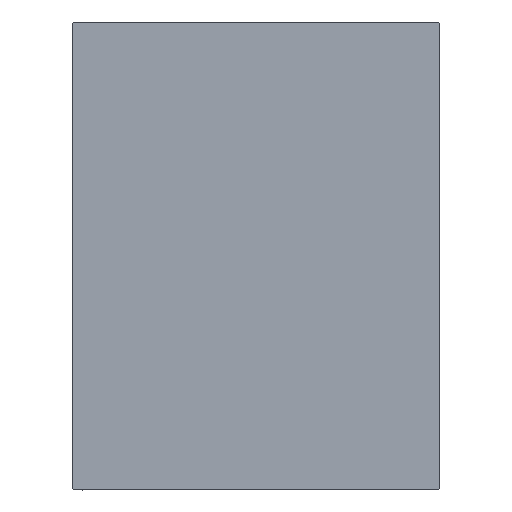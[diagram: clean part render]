
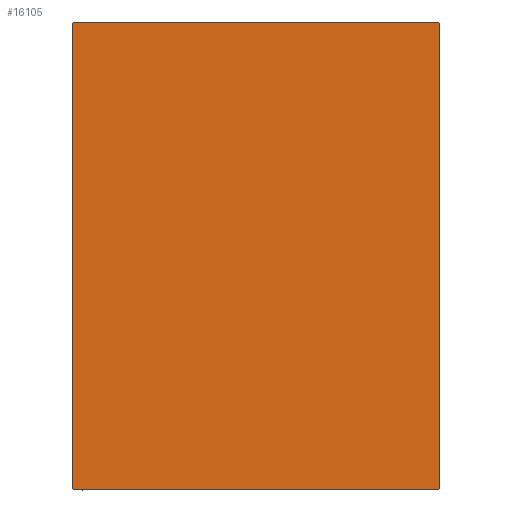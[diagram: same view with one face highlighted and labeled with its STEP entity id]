
A CAD part, left-side view. The second image highlights one B-rep face of the part: STEP entity #16105.
In plain terms, the highlighted face is planar.
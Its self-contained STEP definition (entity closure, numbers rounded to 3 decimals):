
#419 = EDGE_CURVE ( 'NONE', #3276, #35369, #24949, .T. ) ;
#548 = EDGE_CURVE ( 'NONE', #14517, #16469, #36705, .T. ) ;
#901 = CARTESIAN_POINT ( 'NONE',  ( 213., -55., 70. ) ) ;
#1153 = CARTESIAN_POINT ( 'NONE',  ( 213., 54.7, 70. ) ) ;
#1377 = PLANE ( 'NONE',  #39986 ) ;
#1402 = VECTOR ( 'NONE', #26324, 1000. ) ;
#3139 = ORIENTED_EDGE ( 'NONE', *, *, #22120, .T. ) ;
#3276 = VERTEX_POINT ( 'NONE', #39142 ) ;
#4229 = LINE ( 'NONE', #18411, #19711 ) ;
#4329 = VERTEX_POINT ( 'NONE', #1153 ) ;
#5069 = CARTESIAN_POINT ( 'NONE',  ( 213., -55., -70. ) ) ;
#6980 = CARTESIAN_POINT ( 'NONE',  ( 213., 55., -70. ) ) ;
#8983 = EDGE_CURVE ( 'NONE', #12233, #20585, #33256, .T. ) ;
#11120 = ORIENTED_EDGE ( 'NONE', *, *, #419, .T. ) ;
#12233 = VERTEX_POINT ( 'NONE', #31508 ) ;
#13117 = LINE ( 'NONE', #31757, #37927 ) ;
#14517 = VERTEX_POINT ( 'NONE', #21404 ) ;
#15324 = DIRECTION ( 'NONE',  ( 0., 0., -1. ) ) ;
#15797 = CARTESIAN_POINT ( 'NONE',  ( 213., 0., 0. ) ) ;
#15918 = CARTESIAN_POINT ( 'NONE',  ( 213., -62.35, 62.35 ) ) ;
#16105 = ADVANCED_FACE ( 'NONE', ( #33722 ), #1377, .T. ) ;
#16469 = VERTEX_POINT ( 'NONE', #22065 ) ;
#17771 = CARTESIAN_POINT ( 'NONE',  ( 213., -62.35, -62.35 ) ) ;
#18411 = CARTESIAN_POINT ( 'NONE',  ( 213., 62.35, 62.35 ) ) ;
#18542 = DIRECTION ( 'NONE',  ( 0., 1., 0. ) ) ;
#18752 = CARTESIAN_POINT ( 'NONE',  ( 213., 55., 69.7 ) ) ;
#19711 = VECTOR ( 'NONE', #36096, 1000. ) ;
#19813 = EDGE_CURVE ( 'NONE', #16469, #3276, #25251, .T. ) ;
#20585 = VERTEX_POINT ( 'NONE', #31232 ) ;
#21132 = ORIENTED_EDGE ( 'NONE', *, *, #548, .T. ) ;
#21404 = CARTESIAN_POINT ( 'NONE',  ( 213., -54.7, -70. ) ) ;
#21463 = CARTESIAN_POINT ( 'NONE',  ( 213., 62.35, -62.35 ) ) ;
#21784 = VERTEX_POINT ( 'NONE', #27940 ) ;
#22065 = CARTESIAN_POINT ( 'NONE',  ( 213., 54.7, -70. ) ) ;
#22120 = EDGE_CURVE ( 'NONE', #35369, #4329, #4229, .T. ) ;
#23471 = LINE ( 'NONE', #15918, #1402 ) ;
#24041 = DIRECTION ( 'NONE',  ( 1., 0., 0. ) ) ;
#24949 = LINE ( 'NONE', #6980, #45528 ) ;
#25122 = LINE ( 'NONE', #17771, #26373 ) ;
#25251 = LINE ( 'NONE', #21463, #25801 ) ;
#25801 = VECTOR ( 'NONE', #32554, 1000. ) ;
#26324 = DIRECTION ( 'NONE',  ( 0., -0.707, -0.707 ) ) ;
#26373 = VECTOR ( 'NONE', #40194, 1000. ) ;
#26453 = EDGE_CURVE ( 'NONE', #4329, #21784, #13117, .T. ) ;
#26976 = VECTOR ( 'NONE', #15324, 1000. ) ;
#27940 = CARTESIAN_POINT ( 'NONE',  ( 213., -54.7, 70. ) ) ;
#28179 = VECTOR ( 'NONE', #18542, 1000. ) ;
#28955 = DIRECTION ( 'NONE',  ( 0., 0., 1. ) ) ;
#29146 = EDGE_LOOP ( 'NONE', ( #21132, #42974, #11120, #3139, #40743, #44529, #36201, #40236 ) ) ;
#31232 = CARTESIAN_POINT ( 'NONE',  ( 213., -55., -69.7 ) ) ;
#31508 = CARTESIAN_POINT ( 'NONE',  ( 213., -55., 69.7 ) ) ;
#31757 = CARTESIAN_POINT ( 'NONE',  ( 213., 55., 70. ) ) ;
#32554 = DIRECTION ( 'NONE',  ( 0., 0.707, 0.707 ) ) ;
#33256 = LINE ( 'NONE', #901, #26976 ) ;
#33722 = FACE_OUTER_BOUND ( 'NONE', #29146, .T. ) ;
#35369 = VERTEX_POINT ( 'NONE', #18752 ) ;
#36096 = DIRECTION ( 'NONE',  ( 0., -0.707, 0.707 ) ) ;
#36201 = ORIENTED_EDGE ( 'NONE', *, *, #8983, .T. ) ;
#36705 = LINE ( 'NONE', #5069, #28179 ) ;
#37927 = VECTOR ( 'NONE', #45919, 1000. ) ;
#39142 = CARTESIAN_POINT ( 'NONE',  ( 213., 55., -69.7 ) ) ;
#39182 = EDGE_CURVE ( 'NONE', #21784, #12233, #23471, .T. ) ;
#39986 = AXIS2_PLACEMENT_3D ( 'NONE', #15797, #24041, #41941 ) ;
#40194 = DIRECTION ( 'NONE',  ( 0., 0.707, -0.707 ) ) ;
#40236 = ORIENTED_EDGE ( 'NONE', *, *, #42164, .T. ) ;
#40743 = ORIENTED_EDGE ( 'NONE', *, *, #26453, .T. ) ;
#41941 = DIRECTION ( 'NONE',  ( 0., 0., -1. ) ) ;
#42164 = EDGE_CURVE ( 'NONE', #20585, #14517, #25122, .T. ) ;
#42974 = ORIENTED_EDGE ( 'NONE', *, *, #19813, .T. ) ;
#44529 = ORIENTED_EDGE ( 'NONE', *, *, #39182, .T. ) ;
#45528 = VECTOR ( 'NONE', #28955, 1000. ) ;
#45919 = DIRECTION ( 'NONE',  ( 0., -1., 0. ) ) ;
